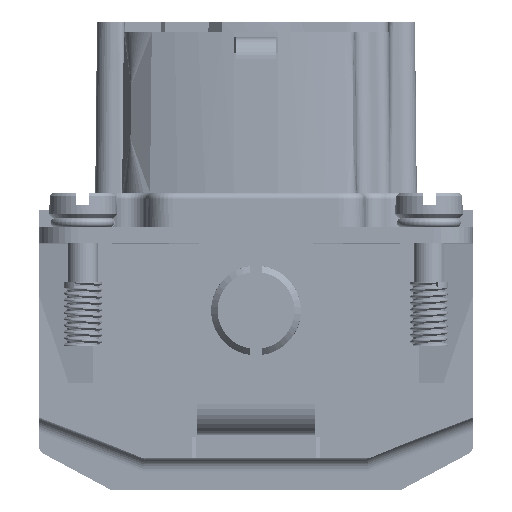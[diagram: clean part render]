
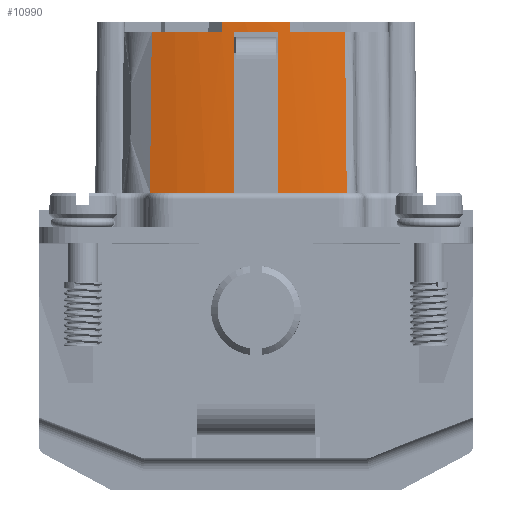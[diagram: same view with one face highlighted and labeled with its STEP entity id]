
A CAD part, left-side view. The second image highlights one B-rep face of the part: STEP entity #10990.
In plain terms, the highlighted conical face has half-angle 0.6 degrees and reference radius 29.75 mm.
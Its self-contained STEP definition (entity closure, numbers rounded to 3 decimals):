
#336=CONICAL_SURFACE('',#126679,29.75,0.6);
#5007=FACE_OUTER_BOUND('',#50123,.T.);
#10990=ADVANCED_FACE('',(#5007),#336,.T.);
#19048=B_SPLINE_CURVE_WITH_KNOTS('',3,(#184614,#184615,#184616,#184617,
#184618,#184619,#184620,#184621),.UNSPECIFIED.,.F.,.F.,(4,2,2,4),(0.,0.48,
0.501,1.),.UNSPECIFIED.);
#19051=B_SPLINE_CURVE_WITH_KNOTS('',3,(#184716,#184717,#184718,#184719,
#184720,#184721,#184722,#184723),.UNSPECIFIED.,.F.,.F.,(4,2,2,4),(0.,0.16,
0.8,1.),.UNSPECIFIED.);
#28863=LINE('',#184453,#41590);
#28867=LINE('',#184462,#41594);
#28956=LINE('',#184713,#41683);
#28957=LINE('',#184727,#41684);
#41590=VECTOR('',#146989,1.);
#41594=VECTOR('',#146999,1.);
#41683=VECTOR('',#147150,1.);
#41684=VECTOR('',#147155,1.);
#50123=EDGE_LOOP('',(#70902,#70903,#70904,#70905,#70906,#70907,#70908,#70909,
#70910,#70911,#70912,#70913));
#70902=ORIENTED_EDGE('',*,*,#111671,.T.);
#70903=ORIENTED_EDGE('',*,*,#111672,.T.);
#70904=ORIENTED_EDGE('',*,*,#111673,.F.);
#70905=ORIENTED_EDGE('',*,*,#111639,.T.);
#70906=ORIENTED_EDGE('',*,*,#111629,.T.);
#70907=ORIENTED_EDGE('',*,*,#111565,.F.);
#70908=ORIENTED_EDGE('',*,*,#111568,.F.);
#70909=ORIENTED_EDGE('',*,*,#111570,.T.);
#70910=ORIENTED_EDGE('',*,*,#111628,.T.);
#70911=ORIENTED_EDGE('',*,*,#111674,.T.);
#70912=ORIENTED_EDGE('',*,*,#111675,.F.);
#70913=ORIENTED_EDGE('',*,*,#111676,.T.);
#96907=VERTEX_POINT('',#184452);
#96908=VERTEX_POINT('',#184454);
#96909=VERTEX_POINT('',#184459);
#96910=VERTEX_POINT('',#184463);
#96944=VERTEX_POINT('',#184581);
#96945=VERTEX_POINT('',#184584);
#96952=VERTEX_POINT('',#184622);
#96974=VERTEX_POINT('',#184711);
#96975=VERTEX_POINT('',#184712);
#96976=VERTEX_POINT('',#184714);
#96977=VERTEX_POINT('',#184724);
#96978=VERTEX_POINT('',#184726);
#111565=EDGE_CURVE('',#96907,#96908,#28863,.T.);
#111568=EDGE_CURVE('',#96909,#96907,#121324,.T.);
#111570=EDGE_CURVE('',#96909,#96910,#28867,.T.);
#111628=EDGE_CURVE('',#96910,#96944,#121327,.T.);
#111629=EDGE_CURVE('',#96945,#96908,#121328,.T.);
#111639=EDGE_CURVE('',#96952,#96945,#19048,.T.);
#111671=EDGE_CURVE('',#96974,#96975,#121329,.T.);
#111672=EDGE_CURVE('',#96975,#96976,#28956,.T.);
#111673=EDGE_CURVE('',#96952,#96976,#121330,.T.);
#111674=EDGE_CURVE('',#96944,#96977,#19051,.T.);
#111675=EDGE_CURVE('',#96978,#96977,#121331,.T.);
#111676=EDGE_CURVE('',#96978,#96974,#28957,.T.);
#121324=CIRCLE('',#126644,29.758);
#121327=CIRCLE('',#126664,29.889);
#121328=CIRCLE('',#126665,29.889);
#121329=CIRCLE('',#126676,29.75);
#121330=CIRCLE('',#126677,29.758);
#121331=CIRCLE('',#126678,29.758);
#126644=AXIS2_PLACEMENT_3D('',#184458,#146994,#146995);
#126664=AXIS2_PLACEMENT_3D('',#184582,#147089,#147090);
#126665=AXIS2_PLACEMENT_3D('',#184583,#147091,#147092);
#126676=AXIS2_PLACEMENT_3D('',#184710,#147148,#147149);
#126677=AXIS2_PLACEMENT_3D('',#184715,#147151,#147152);
#126678=AXIS2_PLACEMENT_3D('',#184725,#147153,#147154);
#126679=AXIS2_PLACEMENT_3D('',#184728,#147156,#147157);
#146989=DIRECTION('',(-0.01,0.,-1.));
#146994=DIRECTION('',(0.,0.,-1.));
#146995=DIRECTION('',(1.,0.,0.));
#146999=DIRECTION('',(-0.01,0.,-1.));
#147089=DIRECTION('',(0.,0.,1.));
#147090=DIRECTION('',(-1.,0.,0.));
#147091=DIRECTION('',(0.,0.,1.));
#147092=DIRECTION('',(-1.,0.,0.));
#147148=DIRECTION('',(0.,0.,-1.));
#147149=DIRECTION('',(1.,0.,0.));
#147150=DIRECTION('',(-0.01,0.011,-1.));
#147151=DIRECTION('',(0.,0.,1.));
#147152=DIRECTION('',(1.,0.,0.));
#147153=DIRECTION('',(0.,0.,1.));
#147154=DIRECTION('',(-1.,0.,0.));
#147155=DIRECTION('',(0.01,0.011,1.));
#147156=DIRECTION('',(0.,0.,-1.));
#147157=DIRECTION('',(-1.,0.,0.));
#184452=CARTESIAN_POINT('',(-31.957,1.75,-3.9));
#184453=CARTESIAN_POINT('',(-32.022,1.75,-10.15));
#184454=CARTESIAN_POINT('',(-32.088,1.75,-16.4));
#184458=CARTESIAN_POINT('',(-2.25,0.,-3.9));
#184459=CARTESIAN_POINT('',(-31.957,-1.75,-3.9));
#184462=CARTESIAN_POINT('',(-32.022,-1.75,-10.15));
#184463=CARTESIAN_POINT('',(-32.088,-1.75,-16.4));
#184581=CARTESIAN_POINT('',(-31.29,-7.076,-16.4));
#184582=CARTESIAN_POINT('',(-2.25,0.,-16.4));
#184583=CARTESIAN_POINT('',(-2.25,0.,-16.4));
#184584=CARTESIAN_POINT('',(-30.973,8.269,-16.4));
#184614=CARTESIAN_POINT('',(-30.877,8.128,-3.9));
#184615=CARTESIAN_POINT('',(-30.892,8.151,-5.9));
#184616=CARTESIAN_POINT('',(-30.908,8.173,-7.9));
#184617=CARTESIAN_POINT('',(-30.924,8.197,-9.988));
#184618=CARTESIAN_POINT('',(-30.924,8.198,-10.077));
#184619=CARTESIAN_POINT('',(-30.941,8.222,-12.244));
#184620=CARTESIAN_POINT('',(-30.957,8.246,-14.322));
#184621=CARTESIAN_POINT('',(-30.973,8.269,-16.4));
#184622=CARTESIAN_POINT('',(-30.877,8.128,-3.9));
#184710=CARTESIAN_POINT('',(-2.25,0.,-3.1));
#184711=CARTESIAN_POINT('',(-31.88,-2.668,-3.1));
#184712=CARTESIAN_POINT('',(-31.88,2.668,-3.1));
#184713=CARTESIAN_POINT('',(-31.884,2.673,-3.5));
#184714=CARTESIAN_POINT('',(-31.888,2.677,-3.9));
#184715=CARTESIAN_POINT('',(-2.25,0.,-3.9));
#184716=CARTESIAN_POINT('',(-31.29,-7.076,-16.4));
#184717=CARTESIAN_POINT('',(-31.284,-7.069,-15.733));
#184718=CARTESIAN_POINT('',(-31.279,-7.062,-15.067));
#184719=CARTESIAN_POINT('',(-31.252,-7.026,-11.734));
#184720=CARTESIAN_POINT('',(-31.23,-6.997,-9.067));
#184721=CARTESIAN_POINT('',(-31.201,-6.96,-5.567));
#184722=CARTESIAN_POINT('',(-31.194,-6.951,-4.734));
#184723=CARTESIAN_POINT('',(-31.187,-6.942,-3.9));
#184724=CARTESIAN_POINT('',(-31.187,-6.942,-3.9));
#184725=CARTESIAN_POINT('',(-2.25,0.,-3.9));
#184726=CARTESIAN_POINT('',(-31.888,-2.677,-3.9));
#184727=CARTESIAN_POINT('',(-31.884,-2.673,-3.5));
#184728=CARTESIAN_POINT('',(-2.25,0.,-3.1));
